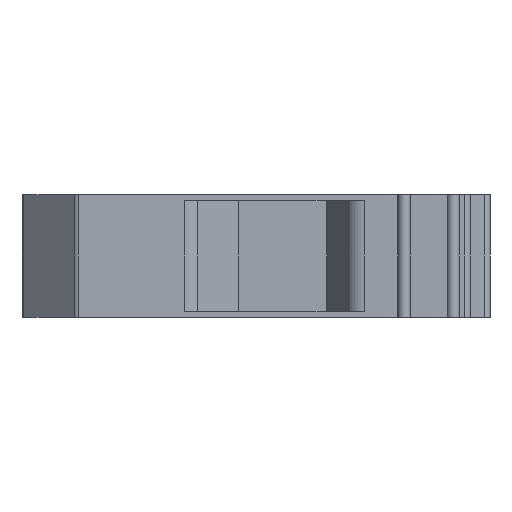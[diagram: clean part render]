
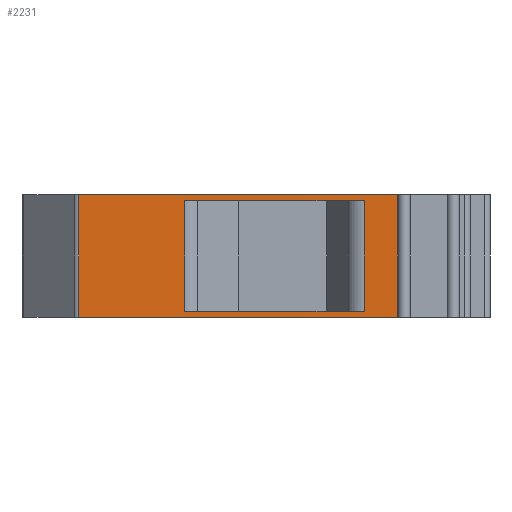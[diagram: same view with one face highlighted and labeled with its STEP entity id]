
A CAD part, left-side view. The second image highlights one B-rep face of the part: STEP entity #2231.
In plain terms, the highlighted planar face has unit normal (-1, 0, 0).
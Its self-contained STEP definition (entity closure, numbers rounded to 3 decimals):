
#86=DIRECTION('',(0.,-1.,0.));
#87=VECTOR('',#86,51.92);
#88=CARTESIAN_POINT('',(-35.5,57.42,-10.));
#89=LINE('',#88,#87);
#479=DIRECTION('',(0.,0.,1.));
#480=VECTOR('',#479,20.);
#481=CARTESIAN_POINT('',(-35.5,5.5,-10.));
#482=LINE('',#481,#480);
#483=DIRECTION('',(0.,0.,1.));
#484=VECTOR('',#483,20.);
#485=CARTESIAN_POINT('',(-35.5,57.42,-10.));
#486=LINE('',#485,#484);
#487=DIRECTION('',(0.,1.,0.));
#488=VECTOR('',#487,29.181);
#489=CARTESIAN_POINT('',(-35.5,10.999,-9.));
#490=LINE('',#489,#488);
#491=DIRECTION('',(0.,0.,1.));
#492=VECTOR('',#491,18.);
#493=CARTESIAN_POINT('',(-35.5,10.999,-9.));
#494=LINE('',#493,#492);
#495=DIRECTION('',(0.,1.,0.));
#496=VECTOR('',#495,29.181);
#497=CARTESIAN_POINT('',(-35.5,10.999,9.));
#498=LINE('',#497,#496);
#499=DIRECTION('',(0.,0.,1.));
#500=VECTOR('',#499,18.);
#501=CARTESIAN_POINT('',(-35.5,40.18,-9.));
#502=LINE('',#501,#500);
#807=DIRECTION('',(0.,-1.,0.));
#808=VECTOR('',#807,51.92);
#809=CARTESIAN_POINT('',(-35.5,57.42,10.));
#810=LINE('',#809,#808);
#1127=CARTESIAN_POINT('',(-35.5,57.42,-10.));
#1128=VERTEX_POINT('',#1127);
#1129=CARTESIAN_POINT('',(-35.5,5.5,-10.));
#1130=VERTEX_POINT('',#1129);
#1265=CARTESIAN_POINT('',(-35.5,57.42,10.));
#1266=VERTEX_POINT('',#1265);
#1267=CARTESIAN_POINT('',(-35.5,5.5,10.));
#1268=VERTEX_POINT('',#1267);
#1405=CARTESIAN_POINT('',(-35.5,10.999,-9.));
#1406=CARTESIAN_POINT('',(-35.5,40.18,-9.));
#1407=VERTEX_POINT('',#1405);
#1408=VERTEX_POINT('',#1406);
#1409=CARTESIAN_POINT('',(-35.5,10.999,9.));
#1410=CARTESIAN_POINT('',(-35.5,40.18,9.));
#1411=VERTEX_POINT('',#1409);
#1412=VERTEX_POINT('',#1410);
#2208=CARTESIAN_POINT('',(-35.5,57.42,-10.));
#2209=DIRECTION('',(-1.,0.,0.));
#2210=DIRECTION('',(0.,-1.,0.));
#2211=AXIS2_PLACEMENT_3D('',#2208,#2209,#2210);
#2212=PLANE('',#2211);
#2213=ORIENTED_EDGE('',*,*,#1472,.F.);
#2215=ORIENTED_EDGE('',*,*,#2214,.T.);
#2217=ORIENTED_EDGE('',*,*,#2216,.T.);
#2218=ORIENTED_EDGE('',*,*,#2200,.F.);
#2219=EDGE_LOOP('',(#2213,#2215,#2217,#2218));
#2220=FACE_OUTER_BOUND('',#2219,.F.);
#2222=ORIENTED_EDGE('',*,*,#2221,.F.);
#2224=ORIENTED_EDGE('',*,*,#2223,.T.);
#2226=ORIENTED_EDGE('',*,*,#2225,.T.);
#2228=ORIENTED_EDGE('',*,*,#2227,.F.);
#2229=EDGE_LOOP('',(#2222,#2224,#2226,#2228));
#2230=FACE_BOUND('',#2229,.F.);
#2231=ADVANCED_FACE('',(#2220,#2230),#2212,.T.);
#1472=EDGE_CURVE('',#1128,#1130,#89,.T.);
#2200=EDGE_CURVE('',#1130,#1268,#482,.T.);
#2214=EDGE_CURVE('',#1128,#1266,#486,.T.);
#2216=EDGE_CURVE('',#1266,#1268,#810,.T.);
#2221=EDGE_CURVE('',#1407,#1408,#490,.T.);
#2223=EDGE_CURVE('',#1407,#1411,#494,.T.);
#2225=EDGE_CURVE('',#1411,#1412,#498,.T.);
#2227=EDGE_CURVE('',#1408,#1412,#502,.T.);
